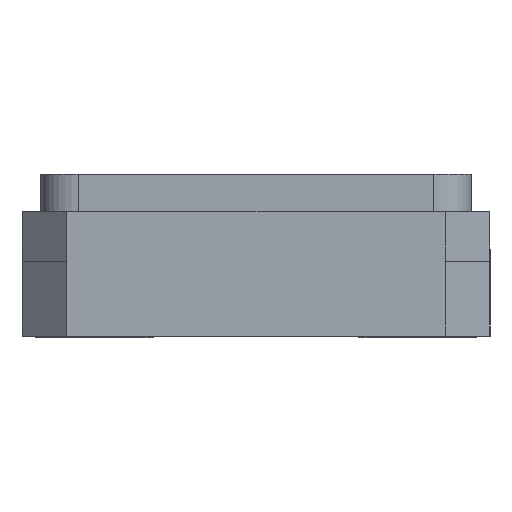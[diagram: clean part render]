
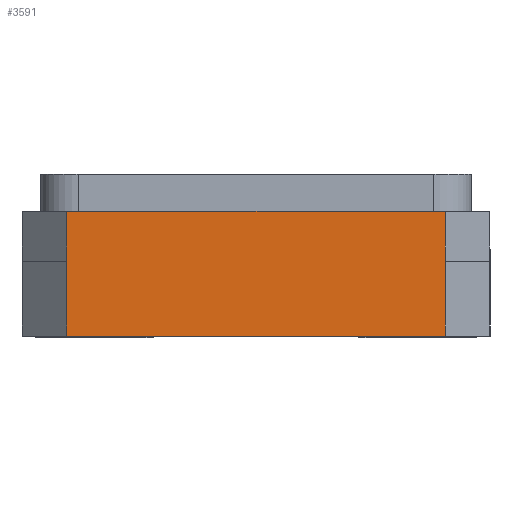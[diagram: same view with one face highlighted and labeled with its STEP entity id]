
A CAD part, front view. The second image highlights one B-rep face of the part: STEP entity #3591.
In plain terms, the highlighted face is planar.
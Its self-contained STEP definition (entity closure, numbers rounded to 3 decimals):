
#3150 = EDGE_CURVE('',#3151,#3153,#3155,.T.);
#3151 = VERTEX_POINT('',#3152);
#3152 = CARTESIAN_POINT('',(-2.5,0.508,-1.283));
#3153 = VERTEX_POINT('',#3154);
#3154 = CARTESIAN_POINT('',(-2.5,0.,-1.283));
#3155 = SURFACE_CURVE('',#3156,(#3160,#3172),.PCURVE_S1.);
#3156 = LINE('',#3157,#3158);
#3157 = CARTESIAN_POINT('',(-2.5,1.1,-1.283));
#3158 = VECTOR('',#3159,1.);
#3159 = DIRECTION('',(0.,-1.,-0.));
#3160 = PCURVE('',#3161,#3166);
#3161 = PLANE('',#3162);
#3162 = AXIS2_PLACEMENT_3D('',#3163,#3164,#3165);
#3163 = CARTESIAN_POINT('',(-2.5,1.1,-1.283));
#3164 = DIRECTION('',(0.707,0.,0.707));
#3165 = DIRECTION('',(0.707,0.,-0.707));
#3166 = DEFINITIONAL_REPRESENTATION('',(#3167),#3171);
#3167 = LINE('',#3168,#3169);
#3168 = CARTESIAN_POINT('',(0.,0.));
#3169 = VECTOR('',#3170,1.);
#3170 = DIRECTION('',(0.,-1.));
#3171 = ( GEOMETRIC_REPRESENTATION_CONTEXT(2) 
PARAMETRIC_REPRESENTATION_CONTEXT() REPRESENTATION_CONTEXT('2D SPACE',''
  ) );
#3172 = PCURVE('',#3173,#3178);
#3173 = PLANE('',#3174);
#3174 = AXIS2_PLACEMENT_3D('',#3175,#3176,#3177);
#3175 = CARTESIAN_POINT('',(-2.5,1.1,-1.588));
#3176 = DIRECTION('',(1.,-0.,0.));
#3177 = DIRECTION('',(0.,0.,-1.));
#3178 = DEFINITIONAL_REPRESENTATION('',(#3179),#3183);
#3179 = LINE('',#3180,#3181);
#3180 = CARTESIAN_POINT('',(-0.305,0.));
#3181 = VECTOR('',#3182,1.);
#3182 = DIRECTION('',(0.,-1.));
#3183 = ( GEOMETRIC_REPRESENTATION_CONTEXT(2) 
PARAMETRIC_REPRESENTATION_CONTEXT() REPRESENTATION_CONTEXT('2D SPACE',''
  ) );
#3201 = PLANE('',#3202);
#3202 = AXIS2_PLACEMENT_3D('',#3203,#3204,#3205);
#3203 = CARTESIAN_POINT('',(-2.5,1.1,-1.283));
#3204 = DIRECTION('',(0.707,0.,0.707));
#3205 = DIRECTION('',(0.707,0.,-0.707));
#3255 = PLANE('',#3256);
#3256 = AXIS2_PLACEMENT_3D('',#3257,#3258,#3259);
#3257 = CARTESIAN_POINT('',(-2.5,0.,1.588));
#3258 = DIRECTION('',(-0.,1.,0.));
#3259 = DIRECTION('',(0.,0.,1.));
#3501 = PLANE('',#3502);
#3502 = AXIS2_PLACEMENT_3D('',#3503,#3504,#3505);
#3503 = CARTESIAN_POINT('',(-2.195,1.1,1.588));
#3504 = DIRECTION('',(0.707,0.,-0.707));
#3505 = DIRECTION('',(-0.707,0.,-0.707));
#3521 = VERTEX_POINT('',#3522);
#3522 = CARTESIAN_POINT('',(-2.5,0.508,1.283));
#3536 = PLANE('',#3537);
#3537 = AXIS2_PLACEMENT_3D('',#3538,#3539,#3540);
#3538 = CARTESIAN_POINT('',(-2.195,1.1,1.588));
#3539 = DIRECTION('',(0.707,0.,-0.707));
#3540 = DIRECTION('',(-0.707,0.,-0.707));
#3548 = EDGE_CURVE('',#3549,#3521,#3551,.T.);
#3549 = VERTEX_POINT('',#3550);
#3550 = CARTESIAN_POINT('',(-2.5,0.,1.283));
#3551 = SURFACE_CURVE('',#3552,(#3556,#3563),.PCURVE_S1.);
#3552 = LINE('',#3553,#3554);
#3553 = CARTESIAN_POINT('',(-2.5,1.1,1.283));
#3554 = VECTOR('',#3555,1.);
#3555 = DIRECTION('',(0.,1.,0.));
#3556 = PCURVE('',#3501,#3557);
#3557 = DEFINITIONAL_REPRESENTATION('',(#3558),#3562);
#3558 = LINE('',#3559,#3560);
#3559 = CARTESIAN_POINT('',(0.431,0.));
#3560 = VECTOR('',#3561,1.);
#3561 = DIRECTION('',(0.,1.));
#3562 = ( GEOMETRIC_REPRESENTATION_CONTEXT(2) 
PARAMETRIC_REPRESENTATION_CONTEXT() REPRESENTATION_CONTEXT('2D SPACE',''
  ) );
#3563 = PCURVE('',#3173,#3564);
#3564 = DEFINITIONAL_REPRESENTATION('',(#3565),#3569);
#3565 = LINE('',#3566,#3567);
#3566 = CARTESIAN_POINT('',(-2.87,0.));
#3567 = VECTOR('',#3568,1.);
#3568 = DIRECTION('',(0.,1.));
#3569 = ( GEOMETRIC_REPRESENTATION_CONTEXT(2) 
PARAMETRIC_REPRESENTATION_CONTEXT() REPRESENTATION_CONTEXT('2D SPACE',''
  ) );
#3591 = ADVANCED_FACE('',(#3592),#3173,.F.);
#3592 = FACE_BOUND('',#3593,.T.);
#3593 = EDGE_LOOP('',(#3594,#3624,#3645,#3646,#3667,#3668));
#3594 = ORIENTED_EDGE('',*,*,#3595,.T.);
#3595 = EDGE_CURVE('',#3596,#3598,#3600,.T.);
#3596 = VERTEX_POINT('',#3597);
#3597 = CARTESIAN_POINT('',(-2.5,0.846,1.283));
#3598 = VERTEX_POINT('',#3599);
#3599 = CARTESIAN_POINT('',(-2.5,0.846,-1.283));
#3600 = SURFACE_CURVE('',#3601,(#3605,#3612),.PCURVE_S1.);
#3601 = LINE('',#3602,#3603);
#3602 = CARTESIAN_POINT('',(-2.5,0.846,1.588));
#3603 = VECTOR('',#3604,1.);
#3604 = DIRECTION('',(0.,0.,-1.));
#3605 = PCURVE('',#3173,#3606);
#3606 = DEFINITIONAL_REPRESENTATION('',(#3607),#3611);
#3607 = LINE('',#3608,#3609);
#3608 = CARTESIAN_POINT('',(-3.175,-0.254));
#3609 = VECTOR('',#3610,1.);
#3610 = DIRECTION('',(1.,0.));
#3611 = ( GEOMETRIC_REPRESENTATION_CONTEXT(2) 
PARAMETRIC_REPRESENTATION_CONTEXT() REPRESENTATION_CONTEXT('2D SPACE',''
  ) );
#3612 = PCURVE('',#3613,#3618);
#3613 = PLANE('',#3614);
#3614 = AXIS2_PLACEMENT_3D('',#3615,#3616,#3617);
#3615 = CARTESIAN_POINT('',(-2.5,0.846,1.588));
#3616 = DIRECTION('',(0.,-1.,-0.));
#3617 = DIRECTION('',(0.,0.,-1.));
#3618 = DEFINITIONAL_REPRESENTATION('',(#3619),#3623);
#3619 = LINE('',#3620,#3621);
#3620 = CARTESIAN_POINT('',(0.,0.));
#3621 = VECTOR('',#3622,1.);
#3622 = DIRECTION('',(1.,0.));
#3623 = ( GEOMETRIC_REPRESENTATION_CONTEXT(2) 
PARAMETRIC_REPRESENTATION_CONTEXT() REPRESENTATION_CONTEXT('2D SPACE',''
  ) );
#3624 = ORIENTED_EDGE('',*,*,#3625,.T.);
#3625 = EDGE_CURVE('',#3598,#3151,#3626,.T.);
#3626 = SURFACE_CURVE('',#3627,(#3631,#3638),.PCURVE_S1.);
#3627 = LINE('',#3628,#3629);
#3628 = CARTESIAN_POINT('',(-2.5,1.1,-1.283));
#3629 = VECTOR('',#3630,1.);
#3630 = DIRECTION('',(0.,-1.,-0.));
#3631 = PCURVE('',#3173,#3632);
#3632 = DEFINITIONAL_REPRESENTATION('',(#3633),#3637);
#3633 = LINE('',#3634,#3635);
#3634 = CARTESIAN_POINT('',(-0.305,0.));
#3635 = VECTOR('',#3636,1.);
#3636 = DIRECTION('',(0.,-1.));
#3637 = ( GEOMETRIC_REPRESENTATION_CONTEXT(2) 
PARAMETRIC_REPRESENTATION_CONTEXT() REPRESENTATION_CONTEXT('2D SPACE',''
  ) );
#3638 = PCURVE('',#3201,#3639);
#3639 = DEFINITIONAL_REPRESENTATION('',(#3640),#3644);
#3640 = LINE('',#3641,#3642);
#3641 = CARTESIAN_POINT('',(0.,0.));
#3642 = VECTOR('',#3643,1.);
#3643 = DIRECTION('',(0.,-1.));
#3644 = ( GEOMETRIC_REPRESENTATION_CONTEXT(2) 
PARAMETRIC_REPRESENTATION_CONTEXT() REPRESENTATION_CONTEXT('2D SPACE',''
  ) );
#3645 = ORIENTED_EDGE('',*,*,#3150,.T.);
#3646 = ORIENTED_EDGE('',*,*,#3647,.T.);
#3647 = EDGE_CURVE('',#3153,#3549,#3648,.T.);
#3648 = SURFACE_CURVE('',#3649,(#3653,#3660),.PCURVE_S1.);
#3649 = LINE('',#3650,#3651);
#3650 = CARTESIAN_POINT('',(-2.5,0.,-1.588));
#3651 = VECTOR('',#3652,1.);
#3652 = DIRECTION('',(0.,0.,1.));
#3653 = PCURVE('',#3173,#3654);
#3654 = DEFINITIONAL_REPRESENTATION('',(#3655),#3659);
#3655 = LINE('',#3656,#3657);
#3656 = CARTESIAN_POINT('',(0.,-1.1));
#3657 = VECTOR('',#3658,1.);
#3658 = DIRECTION('',(-1.,0.));
#3659 = ( GEOMETRIC_REPRESENTATION_CONTEXT(2) 
PARAMETRIC_REPRESENTATION_CONTEXT() REPRESENTATION_CONTEXT('2D SPACE',''
  ) );
#3660 = PCURVE('',#3255,#3661);
#3661 = DEFINITIONAL_REPRESENTATION('',(#3662),#3666);
#3662 = LINE('',#3663,#3664);
#3663 = CARTESIAN_POINT('',(-3.175,0.));
#3664 = VECTOR('',#3665,1.);
#3665 = DIRECTION('',(1.,0.));
#3666 = ( GEOMETRIC_REPRESENTATION_CONTEXT(2) 
PARAMETRIC_REPRESENTATION_CONTEXT() REPRESENTATION_CONTEXT('2D SPACE',''
  ) );
#3667 = ORIENTED_EDGE('',*,*,#3548,.T.);
#3668 = ORIENTED_EDGE('',*,*,#3669,.T.);
#3669 = EDGE_CURVE('',#3521,#3596,#3670,.T.);
#3670 = SURFACE_CURVE('',#3671,(#3675,#3682),.PCURVE_S1.);
#3671 = LINE('',#3672,#3673);
#3672 = CARTESIAN_POINT('',(-2.5,1.1,1.283));
#3673 = VECTOR('',#3674,1.);
#3674 = DIRECTION('',(0.,1.,0.));
#3675 = PCURVE('',#3173,#3676);
#3676 = DEFINITIONAL_REPRESENTATION('',(#3677),#3681);
#3677 = LINE('',#3678,#3679);
#3678 = CARTESIAN_POINT('',(-2.87,0.));
#3679 = VECTOR('',#3680,1.);
#3680 = DIRECTION('',(0.,1.));
#3681 = ( GEOMETRIC_REPRESENTATION_CONTEXT(2) 
PARAMETRIC_REPRESENTATION_CONTEXT() REPRESENTATION_CONTEXT('2D SPACE',''
  ) );
#3682 = PCURVE('',#3536,#3683);
#3683 = DEFINITIONAL_REPRESENTATION('',(#3684),#3688);
#3684 = LINE('',#3685,#3686);
#3685 = CARTESIAN_POINT('',(0.431,0.));
#3686 = VECTOR('',#3687,1.);
#3687 = DIRECTION('',(0.,1.));
#3688 = ( GEOMETRIC_REPRESENTATION_CONTEXT(2) 
PARAMETRIC_REPRESENTATION_CONTEXT() REPRESENTATION_CONTEXT('2D SPACE',''
  ) );
